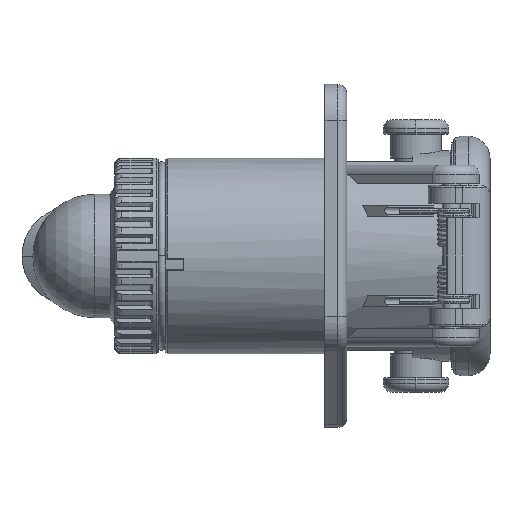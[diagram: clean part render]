
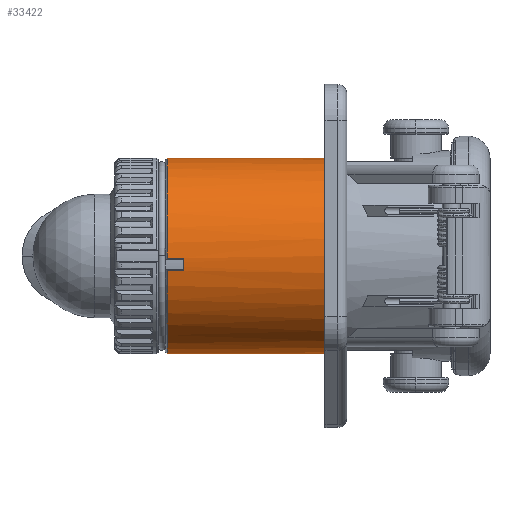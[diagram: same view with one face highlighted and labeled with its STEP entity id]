
A CAD part, front view. The second image highlights one B-rep face of the part: STEP entity #33422.
In plain terms, the highlighted cylindrical face has radius 27 mm (diameter 54 mm), a partial arc.
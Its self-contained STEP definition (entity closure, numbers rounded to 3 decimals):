
#48=CARTESIAN_POINT('',(0.5,0.,0.));
#49=DIRECTION('',(1.,0.,0.));
#50=DIRECTION('',(0.,0.,1.));
#51=AXIS2_PLACEMENT_3D('',#48,#49,#50);
#65=DIRECTION('',(1.,0.,0.));
#66=VECTOR('',#65,43.5);
#67=CARTESIAN_POINT('',(0.5,0.,27.));
#68=LINE('',#67,#66);
#69=DIRECTION('',(1.,0.,0.));
#70=VECTOR('',#69,43.5);
#71=CARTESIAN_POINT('',(0.5,0.,-27.));
#72=LINE('',#71,#70);
#73=DIRECTION('',(-1.,0.,0.));
#74=VECTOR('',#73,4.5);
#75=CARTESIAN_POINT('',(5.,-26.993,-0.605));
#76=LINE('',#75,#74);
#77=CARTESIAN_POINT('',(5.,0.,0.));
#78=DIRECTION('',(-1.,0.,0.));
#79=DIRECTION('',(0.,-0.988,-0.152));
#80=AXIS2_PLACEMENT_3D('',#77,#78,#79);
#99=DIRECTION('',(-1.,0.,0.));
#100=VECTOR('',#99,4.5);
#101=CARTESIAN_POINT('',(5.,-26.688,-4.092));
#102=LINE('',#101,#100);
#103=CARTESIAN_POINT('',(0.5,0.,0.));
#104=DIRECTION('',(1.,0.,0.));
#105=DIRECTION('',(0.,-0.988,-0.152));
#106=AXIS2_PLACEMENT_3D('',#103,#104,#105);
#15334=CARTESIAN_POINT('',(44.,0.,0.));
#15335=DIRECTION('',(1.,0.,0.));
#15336=DIRECTION('',(0.,0.,1.));
#15337=AXIS2_PLACEMENT_3D('',#15334,#15335,#15336);
#28483=CARTESIAN_POINT('',(44.,0.,27.));
#28484=CARTESIAN_POINT('',(44.,0.,-27.));
#28485=VERTEX_POINT('',#28483);
#28486=VERTEX_POINT('',#28484);
#29236=CARTESIAN_POINT('',(5.,-26.688,-4.092));
#29237=CARTESIAN_POINT('',(5.,-26.993,-0.605));
#29238=VERTEX_POINT('',#29236);
#29239=VERTEX_POINT('',#29237);
#29278=CARTESIAN_POINT('',(0.5,0.,27.));
#29279=CARTESIAN_POINT('',(0.5,-26.993,-0.605));
#29280=VERTEX_POINT('',#29278);
#29281=VERTEX_POINT('',#29279);
#29290=CARTESIAN_POINT('',(0.5,-26.688,-4.092));
#29291=CARTESIAN_POINT('',(0.5,0.,-27.));
#29292=VERTEX_POINT('',#29290);
#29293=VERTEX_POINT('',#29291);
#33402=CARTESIAN_POINT('',(84.,0.,0.));
#33403=DIRECTION('',(-1.,0.,0.));
#33404=DIRECTION('',(0.,0.,-1.));
#33405=AXIS2_PLACEMENT_3D('',#33402,#33403,#33404);
#33406=CYLINDRICAL_SURFACE('',#33405,27.);
#33408=ORIENTED_EDGE('',*,*,#33407,.T.);
#33409=ORIENTED_EDGE('',*,*,#33392,.F.);
#33410=ORIENTED_EDGE('',*,*,#33335,.T.);
#33412=ORIENTED_EDGE('',*,*,#33411,.T.);
#33413=ORIENTED_EDGE('',*,*,#33331,.F.);
#33415=ORIENTED_EDGE('',*,*,#33414,.F.);
#33417=ORIENTED_EDGE('',*,*,#33416,.F.);
#33419=ORIENTED_EDGE('',*,*,#33418,.T.);
#33420=EDGE_LOOP('',(#33408,#33409,#33410,#33412,#33413,#33415,#33417,#33419));
#33421=FACE_OUTER_BOUND('',#33420,.F.);
#33422=ADVANCED_FACE('',(#33421),#33406,.T.);
#52=CIRCLE('',#51,27.);
#81=CIRCLE('',#80,27.);
#107=CIRCLE('',#106,27.);
#15338=CIRCLE('',#15337,27.);
#33331=EDGE_CURVE('',#29293,#28486,#72,.T.);
#33335=EDGE_CURVE('',#29280,#28485,#68,.T.);
#33392=EDGE_CURVE('',#29280,#29281,#52,.T.);
#33407=EDGE_CURVE('',#29239,#29281,#76,.T.);
#33411=EDGE_CURVE('',#28485,#28486,#15338,.T.);
#33414=EDGE_CURVE('',#29292,#29293,#107,.T.);
#33416=EDGE_CURVE('',#29238,#29292,#102,.T.);
#33418=EDGE_CURVE('',#29238,#29239,#81,.T.);
